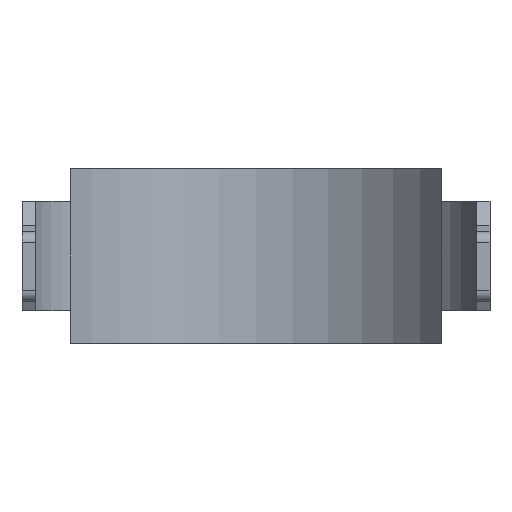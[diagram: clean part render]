
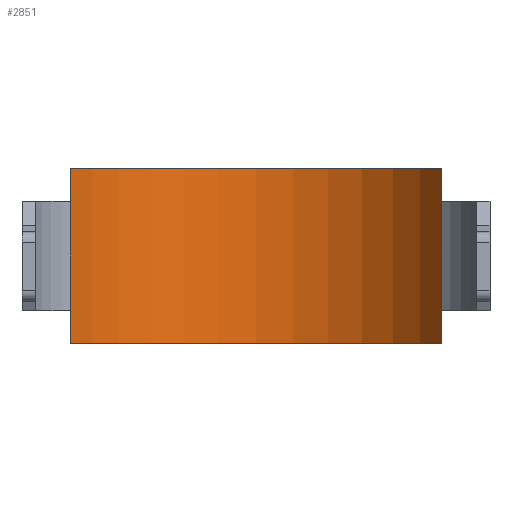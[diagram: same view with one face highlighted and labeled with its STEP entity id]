
A CAD part, front view. The second image highlights one B-rep face of the part: STEP entity #2851.
In plain terms, the highlighted cylindrical face has radius 50.5 mm (diameter 101 mm), a partial arc.
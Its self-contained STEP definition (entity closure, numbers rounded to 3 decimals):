
#2651=CARTESIAN_POINT('',(0.,-46.,-20.));
#2652=DIRECTION('',(0.,0.,-1.));
#2653=DIRECTION('',(-0.842,0.54,0.));
#2654=AXIS2_PLACEMENT_3D('',#2651,#2652,#2653);
#2669=DIRECTION('',(0.,0.,1.));
#2670=VECTOR('',#2669,40.);
#2671=CARTESIAN_POINT('',(-42.5,-18.724,-20.));
#2672=LINE('',#2671,#2670);
#2699=DIRECTION('',(0.,0.,1.));
#2700=VECTOR('',#2699,40.);
#2701=CARTESIAN_POINT('',(42.5,-18.724,-20.));
#2702=LINE('',#2701,#2700);
#2703=CARTESIAN_POINT('',(0.,-46.,20.));
#2704=DIRECTION('',(0.,0.,-1.));
#2705=DIRECTION('',(-0.842,0.54,0.));
#2706=AXIS2_PLACEMENT_3D('',#2703,#2704,#2705);
#2781=CARTESIAN_POINT('',(-42.5,-18.724,-20.));
#2782=CARTESIAN_POINT('',(42.5,-18.724,-20.));
#2783=VERTEX_POINT('',#2781);
#2784=VERTEX_POINT('',#2782);
#2789=CARTESIAN_POINT('',(-42.5,-18.724,20.));
#2790=CARTESIAN_POINT('',(42.5,-18.724,20.));
#2791=VERTEX_POINT('',#2789);
#2792=VERTEX_POINT('',#2790);
#2837=CARTESIAN_POINT('',(0.,-46.,-20.));
#2838=DIRECTION('',(0.,0.,1.));
#2839=DIRECTION('',(1.,0.,0.));
#2840=AXIS2_PLACEMENT_3D('',#2837,#2838,#2839);
#2841=CYLINDRICAL_SURFACE('',#2840,50.5);
#2842=ORIENTED_EDGE('',*,*,#2826,.F.);
#2844=ORIENTED_EDGE('',*,*,#2843,.T.);
#2846=ORIENTED_EDGE('',*,*,#2845,.T.);
#2848=ORIENTED_EDGE('',*,*,#2847,.F.);
#2849=EDGE_LOOP('',(#2842,#2844,#2846,#2848));
#2850=FACE_OUTER_BOUND('',#2849,.F.);
#2851=ADVANCED_FACE('',(#2850),#2841,.F.);
#2655=CIRCLE('',#2654,50.5);
#2707=CIRCLE('',#2706,50.5);
#2826=EDGE_CURVE('',#2783,#2784,#2655,.T.);
#2843=EDGE_CURVE('',#2783,#2791,#2672,.T.);
#2845=EDGE_CURVE('',#2791,#2792,#2707,.T.);
#2847=EDGE_CURVE('',#2784,#2792,#2702,.T.);
